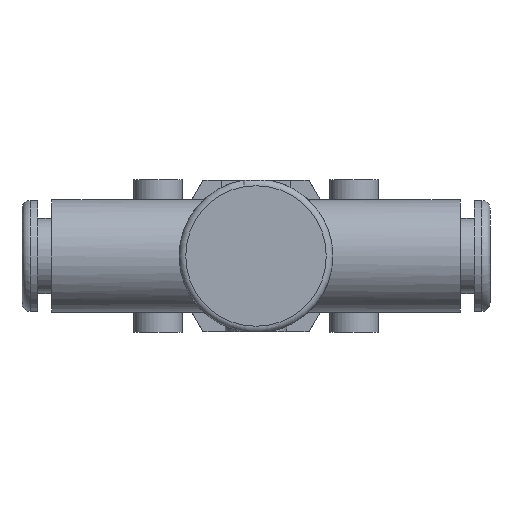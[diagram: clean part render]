
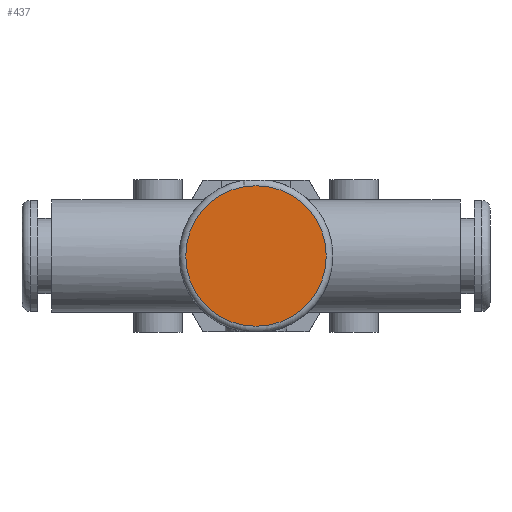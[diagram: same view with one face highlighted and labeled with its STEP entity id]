
A CAD part, front view. The second image highlights one B-rep face of the part: STEP entity #437.
In plain terms, the highlighted planar face has unit normal (0, -1, 0).
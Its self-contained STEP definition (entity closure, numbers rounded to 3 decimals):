
#437 = ADVANCED_FACE( '', ( #924 ), #925, .F. );
#924 = FACE_OUTER_BOUND( '', #1486, .T. );
#925 = PLANE( '', #1487 );
#1486 = EDGE_LOOP( '', ( #2418 ) );
#1487 = AXIS2_PLACEMENT_3D( '', #2419, #2420, #2421 );
#2418 = ORIENTED_EDGE( '', *, *, #3193, .T. );
#2419 = CARTESIAN_POINT( '', ( 8.6, -9.1, 0. ) );
#2420 = DIRECTION( '', ( 0., 1., 0. ) );
#2421 = DIRECTION( '', ( 0., 0., 1. ) );
#3193 = EDGE_CURVE( '', #3803, #3803, #3804, .T. );
#3803 = VERTEX_POINT( '', #4942 );
#3804 = CIRCLE( '', #4943, 8.6 );
#4942 = CARTESIAN_POINT( '', ( 0., -9.1, -8.6 ) );
#4943 = AXIS2_PLACEMENT_3D( '', #5906, #5907, #5908 );
#5906 = CARTESIAN_POINT( '', ( 0., -9.1, 0. ) );
#5907 = DIRECTION( '', ( 0., -1., 0. ) );
#5908 = DIRECTION( '', ( 0., 0., -1. ) );
